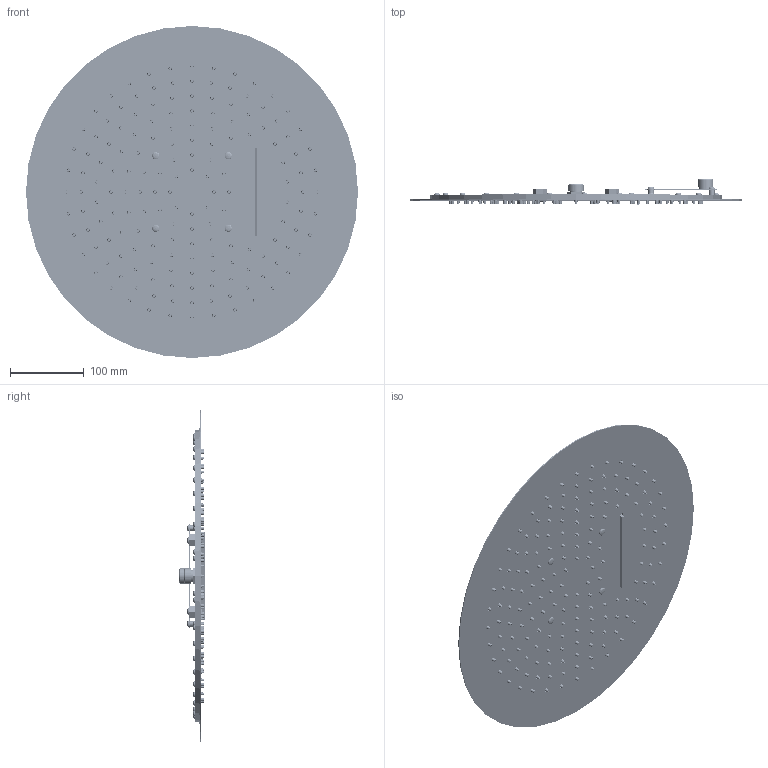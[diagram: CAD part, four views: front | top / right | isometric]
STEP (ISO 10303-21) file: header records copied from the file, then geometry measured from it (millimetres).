
FILE_DESCRIPTION (( 'STEP AP203' ), '1' );
FILE_NAME ('99ZP09554.STEP', '2024-06-19T05:40:18', ( '' ), ( '' ), 'SwSTEP 2.0', 'SolidWorks 2021', '' );
FILE_SCHEMA (( 'CONFIG_CONTROL_DESIGN' ));
Length unit declared in the file: millimetre
Products named in the file (1): 99ZP09554
Bounding box: 450 x 34.2 x 450 mm (x, y, z)
Volume: 1114013.7 mm3; surface area: 434596.5 mm2
Topology: 170 solids, 170 shells, 3084 faces, 5117 edges, 3290 vertices
Faces by surface type: plane 1477, cylinder 1230, cone 337, torus 36, bspline 4
Full cylindrical faces by diameter (mm): 1 x165, 5 x330, 5.5 x1, 6.4 x165, 6.5 x4, 7.5 x197, 8.5 x4, 8.8 x4, 9 x4, 9.1 x165, 9.4 x165, 9.8 x4, 9.85 x4, 10 x4, 10.8 x1, 15 x1, 17 x1, 18 x1, 20.7 x2, 396 x1, 400 x2, 450 x1
Entity records: 64749 total; most frequent: DIRECTION 12488, CARTESIAN_POINT 9947, ORIENTED_EDGE 6994, EDGE_LOOP 5948, AXIS2_PLACEMENT_3D 5914, FACE_OUTER_BOUND 4346, EDGE_CURVE 3497, VERTEX_POINT 3273
